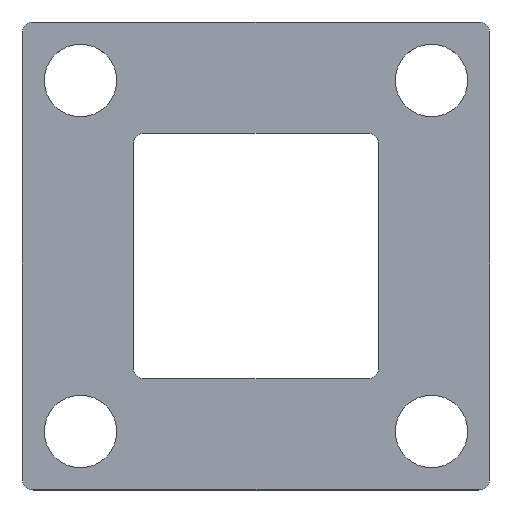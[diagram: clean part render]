
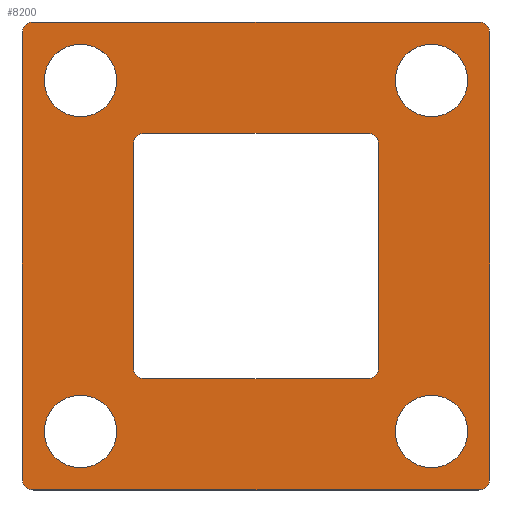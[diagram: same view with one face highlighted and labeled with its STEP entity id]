
A CAD part, top view. The second image highlights one B-rep face of the part: STEP entity #8200.
In plain terms, the highlighted planar face has unit normal (0, 0, 1).
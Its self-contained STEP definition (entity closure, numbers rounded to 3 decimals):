
#60=CARTESIAN_POINT('',(0.,-10.5,-0.5));
#70=DIRECTION('',(1.,0.,0.));
#80=VECTOR('',#70,1.);
#90=LINE('',#60,#80);
#100=CARTESIAN_POINT('',(-9.5,-10.5,-0.5));
#110=VERTEX_POINT('',#100);
#120=CARTESIAN_POINT('',(9.5,-10.5,-0.5));
#130=VERTEX_POINT('',#120);
#140=EDGE_CURVE('',#110,#130,#90,.T.);
#2430=CARTESIAN_POINT('',(0.,-20.,-0.5));
#2440=DIRECTION('',(-1.,0.,0.));
#2450=VECTOR('',#2440,1.);
#2460=LINE('',#2430,#2450);
#2470=CARTESIAN_POINT('',(19.,-20.,-0.5));
#2480=VERTEX_POINT('',#2470);
#2490=CARTESIAN_POINT('',(-19.,-20.,-0.5));
#2500=VERTEX_POINT('',#2490);
#2510=EDGE_CURVE('',#2480,#2500,#2460,.T.);
#2740=CARTESIAN_POINT('',(0.,20.,-0.5));
#2750=DIRECTION('',(1.,0.,0.));
#2760=VECTOR('',#2750,1.);
#2770=LINE('',#2740,#2760);
#2780=CARTESIAN_POINT('',(-19.,20.,-0.5));
#2790=VERTEX_POINT('',#2780);
#2800=CARTESIAN_POINT('',(19.,20.,-0.5));
#2810=VERTEX_POINT('',#2800);
#2820=EDGE_CURVE('',#2790,#2810,#2770,.T.);
#3090=CARTESIAN_POINT('',(18.1,-15.,-0.5));
#3100=VERTEX_POINT('',#3090);
#3180=CARTESIAN_POINT('',(11.9,-15.,-0.5));
#3190=VERTEX_POINT('',#3180);
#3220=CARTESIAN_POINT('',(15.,-15.,-0.5));
#3230=DIRECTION('',(0.,0.,-1.));
#3240=DIRECTION('',(1.,0.,0.));
#3250=AXIS2_PLACEMENT_3D('',#3220,#3230,#3240);
#3260=CIRCLE('',#3250,3.1);
#3270=EDGE_CURVE('',#3190,#3100,#3260,.T.);
#3410=CARTESIAN_POINT('',(-11.9,-15.,-0.5));
#3420=VERTEX_POINT('',#3410);
#3500=CARTESIAN_POINT('',(-18.1,-15.,-0.5));
#3510=VERTEX_POINT('',#3500);
#3540=CARTESIAN_POINT('',(-15.,-15.,-0.5));
#3550=DIRECTION('',(0.,0.,-1.));
#3560=DIRECTION('',(1.,0.,0.));
#3570=AXIS2_PLACEMENT_3D('',#3540,#3550,#3560);
#3580=CIRCLE('',#3570,3.1);
#3590=EDGE_CURVE('',#3510,#3420,#3580,.T.);
#3690=CARTESIAN_POINT('',(-10.5,0.,-0.5));
#3700=DIRECTION('',(0.,-1.,0.));
#3710=VECTOR('',#3700,1.);
#3720=LINE('',#3690,#3710);
#3730=CARTESIAN_POINT('',(-10.5,9.5,-0.5));
#3740=VERTEX_POINT('',#3730);
#3750=CARTESIAN_POINT('',(-10.5,-9.5,-0.5));
#3760=VERTEX_POINT('',#3750);
#3770=EDGE_CURVE('',#3740,#3760,#3720,.T.);
#4040=CARTESIAN_POINT('',(-20.,-19.,-0.5));
#4050=VERTEX_POINT('',#4040);
#4130=CARTESIAN_POINT('',(-20.,19.,-0.5));
#4140=VERTEX_POINT('',#4130);
#4170=CARTESIAN_POINT('',(-20.,0.,-0.5));
#4180=DIRECTION('',(0.,1.,0.));
#4190=VECTOR('',#4180,1.);
#4200=LINE('',#4170,#4190);
#4210=EDGE_CURVE('',#4050,#4140,#4200,.T.);
#4350=CARTESIAN_POINT('',(10.5,-9.5,-0.5));
#4360=VERTEX_POINT('',#4350);
#4440=CARTESIAN_POINT('',(10.5,9.5,-0.5));
#4450=VERTEX_POINT('',#4440);
#4480=CARTESIAN_POINT('',(10.5,0.,-0.5));
#4490=DIRECTION('',(0.,1.,0.));
#4500=VECTOR('',#4490,1.);
#4510=LINE('',#4480,#4500);
#4520=EDGE_CURVE('',#4360,#4450,#4510,.T.);
#4670=CARTESIAN_POINT('',(-9.5,10.5,-0.5));
#4680=VERTEX_POINT('',#4670);
#4710=CARTESIAN_POINT('',(0.,10.5,-0.5));
#4720=DIRECTION('',(-1.,0.,0.));
#4730=VECTOR('',#4720,1.);
#4740=LINE('',#4710,#4730);
#4750=CARTESIAN_POINT('',(9.5,10.5,-0.5));
#4760=VERTEX_POINT('',#4750);
#4770=EDGE_CURVE('',#4760,#4680,#4740,.T.);
#4970=CARTESIAN_POINT('',(-11.9,15.,-0.5));
#4980=VERTEX_POINT('',#4970);
#5060=CARTESIAN_POINT('',(-18.1,15.,-0.5));
#5070=VERTEX_POINT('',#5060);
#5100=CARTESIAN_POINT('',(-15.,15.,-0.5));
#5110=DIRECTION('',(0.,0.,-1.));
#5120=DIRECTION('',(1.,0.,0.));
#5130=AXIS2_PLACEMENT_3D('',#5100,#5110,#5120);
#5140=CIRCLE('',#5130,3.1);
#5150=EDGE_CURVE('',#5070,#4980,#5140,.T.);
#5250=CARTESIAN_POINT('',(20.,0.,-0.5));
#5260=DIRECTION('',(0.,-1.,0.));
#5270=VECTOR('',#5260,1.);
#5280=LINE('',#5250,#5270);
#5290=CARTESIAN_POINT('',(20.,19.,-0.5));
#5300=VERTEX_POINT('',#5290);
#5310=CARTESIAN_POINT('',(20.,-19.,-0.5));
#5320=VERTEX_POINT('',#5310);
#5330=EDGE_CURVE('',#5300,#5320,#5280,.T.);
#5600=CARTESIAN_POINT('',(18.1,15.,-0.5));
#5610=VERTEX_POINT('',#5600);
#5690=CARTESIAN_POINT('',(11.9,15.,-0.5));
#5700=VERTEX_POINT('',#5690);
#5730=CARTESIAN_POINT('',(15.,15.,-0.5));
#5740=DIRECTION('',(0.,0.,-1.));
#5750=DIRECTION('',(1.,0.,0.));
#5760=AXIS2_PLACEMENT_3D('',#5730,#5740,#5750);
#5770=CIRCLE('',#5760,3.1);
#5780=EDGE_CURVE('',#5700,#5610,#5770,.T.);
#5900=CARTESIAN_POINT('',(9.5,-9.5,-0.5));
#5910=DIRECTION('',(0.,0.,1.));
#5920=DIRECTION('',(1.,0.,0.));
#5930=AXIS2_PLACEMENT_3D('',#5900,#5910,#5920);
#5940=CIRCLE('',#5930,1.);
#5950=EDGE_CURVE('',#130,#4360,#5940,.T.);
#6080=CARTESIAN_POINT('',(-9.5,-9.5,-0.5));
#6090=DIRECTION('',(0.,0.,1.));
#6100=DIRECTION('',(1.,0.,0.));
#6110=AXIS2_PLACEMENT_3D('',#6080,#6090,#6100);
#6120=CIRCLE('',#6110,1.);
#6130=EDGE_CURVE('',#3760,#110,#6120,.T.);
#6260=CARTESIAN_POINT('',(-9.5,9.5,-0.5));
#6270=DIRECTION('',(0.,0.,1.));
#6280=DIRECTION('',(1.,0.,0.));
#6290=AXIS2_PLACEMENT_3D('',#6260,#6270,#6280);
#6300=CIRCLE('',#6290,1.);
#6310=EDGE_CURVE('',#4680,#3740,#6300,.T.);
#6420=CARTESIAN_POINT('',(9.5,9.5,-0.5));
#6430=DIRECTION('',(0.,0.,-1.));
#6440=DIRECTION('',(-1.,0.,0.));
#6450=AXIS2_PLACEMENT_3D('',#6420,#6430,#6440);
#6460=CIRCLE('',#6450,1.);
#6470=EDGE_CURVE('',#4760,#4450,#6460,.T.);
#6620=CARTESIAN_POINT('',(19.,-19.,-0.5));
#6630=DIRECTION('',(0.,0.,-1.));
#6640=DIRECTION('',(-1.,0.,0.));
#6650=AXIS2_PLACEMENT_3D('',#6620,#6630,#6640);
#6660=CIRCLE('',#6650,1.);
#6670=EDGE_CURVE('',#5320,#2480,#6660,.T.);
#6800=CARTESIAN_POINT('',(-19.,-19.,-0.5));
#6810=DIRECTION('',(0.,0.,-1.));
#6820=DIRECTION('',(-1.,0.,0.));
#6830=AXIS2_PLACEMENT_3D('',#6800,#6810,#6820);
#6840=CIRCLE('',#6830,1.);
#6850=EDGE_CURVE('',#2500,#4050,#6840,.T.);
#6960=CARTESIAN_POINT('',(-19.,19.,-0.5));
#6970=DIRECTION('',(0.,0.,1.));
#6980=DIRECTION('',(1.,0.,0.));
#6990=AXIS2_PLACEMENT_3D('',#6960,#6970,#6980);
#7000=CIRCLE('',#6990,1.);
#7010=EDGE_CURVE('',#2790,#4140,#7000,.T.);
#7160=CARTESIAN_POINT('',(19.,19.,-0.5));
#7170=DIRECTION('',(0.,0.,-1.));
#7180=DIRECTION('',(-1.,0.,0.));
#7190=AXIS2_PLACEMENT_3D('',#7160,#7170,#7180);
#7200=CIRCLE('',#7190,1.);
#7210=EDGE_CURVE('',#2810,#5300,#7200,.T.);
#7320=EDGE_CURVE('',#5610,#5700,#5770,.T.);
#7450=EDGE_CURVE('',#3100,#3190,#3260,.T.);
#7580=EDGE_CURVE('',#3420,#3510,#3580,.T.);
#7710=EDGE_CURVE('',#4980,#5070,#5140,.T.);
#7790=CARTESIAN_POINT('',(0.,0.,-0.5));
#7800=DIRECTION('',(0.,0.,1.));
#7810=DIRECTION('',(1.,0.,0.));
#7820=AXIS2_PLACEMENT_3D('',#7790,#7800,#7810);
#7830=PLANE('',#7820);
#7840=ORIENTED_EDGE('',*,*,#7580,.T.);
#7850=ORIENTED_EDGE('',*,*,#3590,.T.);
#7860=EDGE_LOOP('',(#7850,#7840));
#7870=FACE_BOUND('',#7860,.T.);
#7880=ORIENTED_EDGE('',*,*,#7450,.T.);
#7890=ORIENTED_EDGE('',*,*,#3270,.T.);
#7900=EDGE_LOOP('',(#7890,#7880));
#7910=FACE_BOUND('',#7900,.T.);
#7920=ORIENTED_EDGE('',*,*,#6470,.T.);
#7930=ORIENTED_EDGE('',*,*,#4770,.F.);
#7940=ORIENTED_EDGE('',*,*,#6310,.F.);
#7950=ORIENTED_EDGE('',*,*,#3770,.F.);
#7960=ORIENTED_EDGE('',*,*,#6130,.F.);
#7970=ORIENTED_EDGE('',*,*,#140,.F.);
#7980=ORIENTED_EDGE('',*,*,#5950,.F.);
#7990=ORIENTED_EDGE('',*,*,#4520,.F.);
#8000=EDGE_LOOP('',(#7990,#7980,#7970,#7960,#7950,#7940,#7930,#7920));
#8010=FACE_BOUND('',#8000,.T.);
#8020=ORIENTED_EDGE('',*,*,#7710,.T.);
#8030=ORIENTED_EDGE('',*,*,#5150,.T.);
#8040=EDGE_LOOP('',(#8030,#8020));
#8050=FACE_BOUND('',#8040,.T.);
#8060=ORIENTED_EDGE('',*,*,#7320,.T.);
#8070=ORIENTED_EDGE('',*,*,#5780,.T.);
#8080=EDGE_LOOP('',(#8070,#8060));
#8090=FACE_BOUND('',#8080,.T.);
#8100=ORIENTED_EDGE('',*,*,#7010,.T.);
#8110=ORIENTED_EDGE('',*,*,#2820,.F.);
#8120=ORIENTED_EDGE('',*,*,#7210,.F.);
#8130=ORIENTED_EDGE('',*,*,#5330,.F.);
#8140=ORIENTED_EDGE('',*,*,#6670,.F.);
#8150=ORIENTED_EDGE('',*,*,#2510,.F.);
#8160=ORIENTED_EDGE('',*,*,#6850,.F.);
#8170=ORIENTED_EDGE('',*,*,#4210,.F.);
#8180=EDGE_LOOP('',(#8170,#8160,#8150,#8140,#8130,#8120,#8110,#8100));
#8190=FACE_OUTER_BOUND('',#8180,.T.);
#8200=ADVANCED_FACE('',(#7870,#7910,#8010,#8050,#8090,#8190),#7830,.T.);
